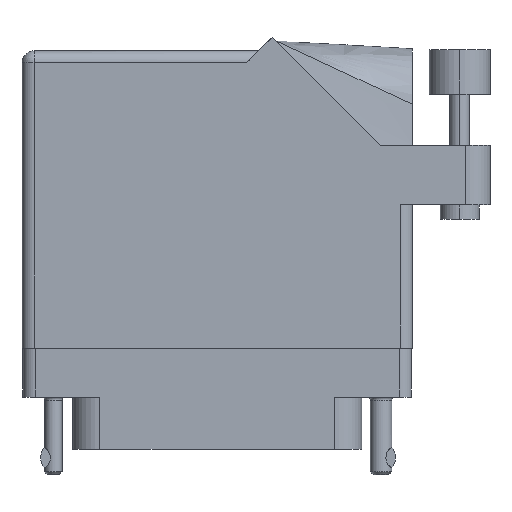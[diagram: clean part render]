
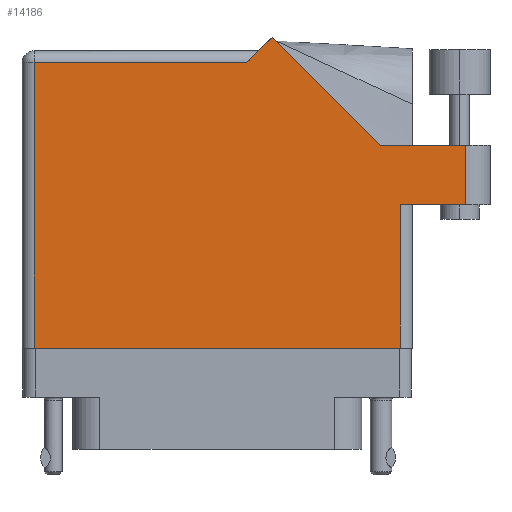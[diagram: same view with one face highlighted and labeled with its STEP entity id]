
A CAD part, front view. The second image highlights one B-rep face of the part: STEP entity #14186.
In plain terms, the highlighted face is planar.
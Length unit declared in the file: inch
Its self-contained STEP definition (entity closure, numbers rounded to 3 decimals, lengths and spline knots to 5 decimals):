
#249 = CARTESIAN_POINT ( 'NONE',  ( -1.005, 1.43, 0.455 ) ) ;
#784 = ORIENTED_EDGE ( 'NONE', *, *, #46979, .T. ) ;
#1049 = VERTEX_POINT ( 'NONE', #23222 ) ;
#1125 = VECTOR ( 'NONE', #43462, 39.37008 ) ;
#1512 = CARTESIAN_POINT ( 'NONE',  ( 1.28, 0.944, 0.455 ) ) ;
#3924 = DIRECTION ( 'NONE',  ( -1., 0., 0. ) ) ;
#4510 = EDGE_CURVE ( 'NONE', #22214, #22325, #20451, .T. ) ;
#4828 = CARTESIAN_POINT ( 'NONE',  ( 0.15, 1.368, 0.455 ) ) ;
#5100 = CARTESIAN_POINT ( 'NONE',  ( 0.212, 1.43, 0.455 ) ) ;
#5254 = EDGE_CURVE ( 'NONE', #22325, #40983, #18041, .T. ) ;
#6345 = ORIENTED_EDGE ( 'NONE', *, *, #25052, .T. ) ;
#7126 = LINE ( 'NONE', #18157, #26259 ) ;
#7540 = CARTESIAN_POINT ( 'NONE',  ( -0.943, -0.1, 0.455 ) ) ;
#8055 = EDGE_CURVE ( 'NONE', #39619, #23261, #30962, .T. ) ;
#9560 = LINE ( 'NONE', #7540, #48960 ) ;
#12232 = ORIENTED_EDGE ( 'NONE', *, *, #46444, .T. ) ;
#12521 = DIRECTION ( 'NONE',  ( 0., 1., 0. ) ) ;
#12686 = CARTESIAN_POINT ( 'NONE',  ( -0.943, 1.368, 0.455 ) ) ;
#14186 = ADVANCED_FACE ( 'NONE', ( #19835 ), #38265, .F. ) ;
#14231 = LINE ( 'NONE', #5100, #1125 ) ;
#14743 = CARTESIAN_POINT ( 'NONE',  ( -1.005, 1.368, 0.455 ) ) ;
#15529 = VECTOR ( 'NONE', #45217, 39.37008 ) ;
#18041 = LINE ( 'NONE', #39605, #20458 ) ;
#18157 = CARTESIAN_POINT ( 'NONE',  ( 0.83942, 0.944, 0.455 ) ) ;
#18320 = VERTEX_POINT ( 'NONE', #33538 ) ;
#19251 = VECTOR ( 'NONE', #34029, 39.37008 ) ;
#19528 = VERTEX_POINT ( 'NONE', #4828 ) ;
#19835 = FACE_OUTER_BOUND ( 'NONE', #34063, .T. ) ;
#20308 = CARTESIAN_POINT ( 'NONE',  ( 1.005, 0.637, 0.455 ) ) ;
#20451 = LINE ( 'NONE', #45505, #19251 ) ;
#20458 = VECTOR ( 'NONE', #27671, 39.37008 ) ;
#20466 = ORIENTED_EDGE ( 'NONE', *, *, #47915, .T. ) ;
#22214 = VERTEX_POINT ( 'NONE', #31221 ) ;
#22325 = VERTEX_POINT ( 'NONE', #40358 ) ;
#23222 = CARTESIAN_POINT ( 'NONE',  ( 1.28, 0.637, 0.455 ) ) ;
#23261 = VERTEX_POINT ( 'NONE', #43196 ) ;
#25052 = EDGE_CURVE ( 'NONE', #1049, #39619, #38865, .T. ) ;
#25705 = DIRECTION ( 'NONE',  ( -0.707, 0.707, 0. ) ) ;
#26169 = VECTOR ( 'NONE', #41794, 39.37008 ) ;
#26259 = VECTOR ( 'NONE', #25705, 39.37008 ) ;
#26823 = CARTESIAN_POINT ( 'NONE',  ( 1.405, 0.944, 0.455 ) ) ;
#27301 = VERTEX_POINT ( 'NONE', #12686 ) ;
#27671 = DIRECTION ( 'NONE',  ( 0., 1., 0. ) ) ;
#30962 = LINE ( 'NONE', #26823, #26169 ) ;
#31221 = CARTESIAN_POINT ( 'NONE',  ( -0.943, -0.1, 0.455 ) ) ;
#31466 = LINE ( 'NONE', #20308, #37981 ) ;
#31492 = AXIS2_PLACEMENT_3D ( 'NONE', #249, #34457, #3924 ) ;
#32758 = CARTESIAN_POINT ( 'NONE',  ( 0.943, 0.637, 0.455 ) ) ;
#33538 = CARTESIAN_POINT ( 'NONE',  ( 0.28271, 1.50071, 0.455 ) ) ;
#34029 = DIRECTION ( 'NONE',  ( 1., 0., 0. ) ) ;
#34063 = EDGE_LOOP ( 'NONE', ( #37566, #6345, #43618, #48151, #20466, #784, #12232, #36921, #35732 ) ) ;
#34457 = DIRECTION ( 'NONE',  ( 0., 0., -1. ) ) ;
#35330 = DIRECTION ( 'NONE',  ( 1., 0., 0. ) ) ;
#35732 = ORIENTED_EDGE ( 'NONE', *, *, #5254, .T. ) ;
#36500 = VECTOR ( 'NONE', #12521, 39.37008 ) ;
#36921 = ORIENTED_EDGE ( 'NONE', *, *, #4510, .T. ) ;
#37566 = ORIENTED_EDGE ( 'NONE', *, *, #38438, .T. ) ;
#37981 = VECTOR ( 'NONE', #35330, 39.37008 ) ;
#38265 = PLANE ( 'NONE',  #31492 ) ;
#38438 = EDGE_CURVE ( 'NONE', #40983, #1049, #31466, .T. ) ;
#38865 = LINE ( 'NONE', #39326, #36500 ) ;
#39326 = CARTESIAN_POINT ( 'NONE',  ( 1.28, 0.944, 0.455 ) ) ;
#39605 = CARTESIAN_POINT ( 'NONE',  ( 0.943, 0.637, 0.455 ) ) ;
#39619 = VERTEX_POINT ( 'NONE', #1512 ) ;
#40358 = CARTESIAN_POINT ( 'NONE',  ( 0.943, -0.1, 0.455 ) ) ;
#40983 = VERTEX_POINT ( 'NONE', #32758 ) ;
#41759 = LINE ( 'NONE', #14743, #15529 ) ;
#41794 = DIRECTION ( 'NONE',  ( -1., 0., 0. ) ) ;
#42710 = DIRECTION ( 'NONE',  ( 0., -1., 0. ) ) ;
#43196 = CARTESIAN_POINT ( 'NONE',  ( 0.83942, 0.944, 0.455 ) ) ;
#43462 = DIRECTION ( 'NONE',  ( -0.707, -0.707, 0. ) ) ;
#43618 = ORIENTED_EDGE ( 'NONE', *, *, #8055, .T. ) ;
#45217 = DIRECTION ( 'NONE',  ( -1., 0., 0. ) ) ;
#45505 = CARTESIAN_POINT ( 'NONE',  ( -1.005, -0.1, 0.455 ) ) ;
#46444 = EDGE_CURVE ( 'NONE', #27301, #22214, #9560, .T. ) ;
#46979 = EDGE_CURVE ( 'NONE', #19528, #27301, #41759, .T. ) ;
#47501 = EDGE_CURVE ( 'NONE', #23261, #18320, #7126, .T. ) ;
#47915 = EDGE_CURVE ( 'NONE', #18320, #19528, #14231, .T. ) ;
#48151 = ORIENTED_EDGE ( 'NONE', *, *, #47501, .T. ) ;
#48960 = VECTOR ( 'NONE', #42710, 39.37008 ) ;
